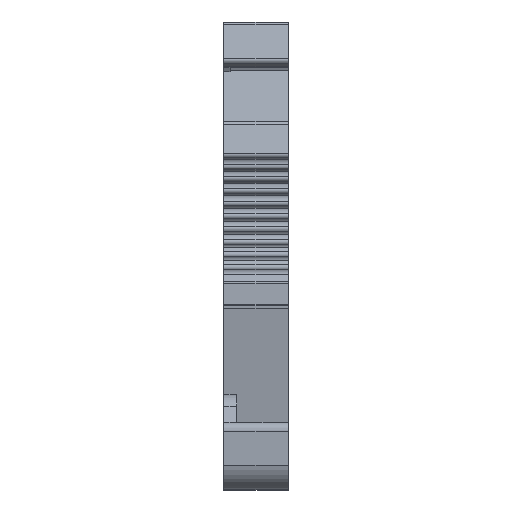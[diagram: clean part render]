
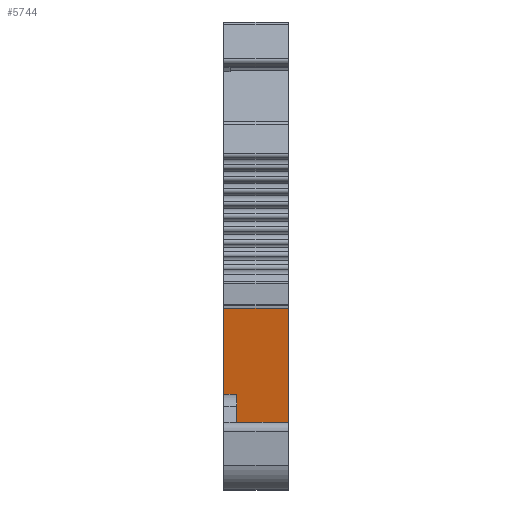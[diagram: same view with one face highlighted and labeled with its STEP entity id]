
A CAD part, left-side view. The second image highlights one B-rep face of the part: STEP entity #5744.
In plain terms, the highlighted planar face has unit normal (-0.986, 0, -0.168).
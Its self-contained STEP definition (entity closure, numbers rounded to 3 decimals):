
#537=LINE('',#8617,#1084);
#794=LINE('',#9692,#1341);
#837=LINE('',#10045,#1384);
#889=LINE('',#10197,#1436);
#890=LINE('',#10201,#1437);
#891=LINE('',#10203,#1438);
#1084=VECTOR('',#6621,1000.);
#1341=VECTOR('',#7236,1000.);
#1384=VECTOR('',#7595,1000.);
#1436=VECTOR('',#7771,1000.);
#1437=VECTOR('',#7776,1000.);
#1438=VECTOR('',#7777,1000.);
#1636=PLANE('',#6309);
#2968=ORIENTED_EDGE('',*,*,#3952,.F.);
#2969=ORIENTED_EDGE('',*,*,#4222,.F.);
#2970=ORIENTED_EDGE('',*,*,#4223,.T.);
#2971=ORIENTED_EDGE('',*,*,#4220,.T.);
#2972=ORIENTED_EDGE('',*,*,#4144,.T.);
#2973=ORIENTED_EDGE('',*,*,#3578,.T.);
#3578=EDGE_CURVE('',#4436,#4438,#537,.F.);
#3952=EDGE_CURVE('',#4705,#4438,#794,.T.);
#4144=EDGE_CURVE('',#4858,#4436,#837,.T.);
#4220=EDGE_CURVE('',#4896,#4858,#889,.T.);
#4222=EDGE_CURVE('',#4897,#4705,#890,.T.);
#4223=EDGE_CURVE('',#4897,#4896,#891,.T.);
#4436=VERTEX_POINT('',#8612);
#4438=VERTEX_POINT('',#8616);
#4705=VERTEX_POINT('',#9691);
#4858=VERTEX_POINT('',#10046);
#4896=VERTEX_POINT('',#10198);
#4897=VERTEX_POINT('',#10202);
#5152=EDGE_LOOP('',(#2968,#2969,#2970,#2971,#2972,#2973));
#5446=FACE_BOUND('',#5152,.T.);
#5744=ADVANCED_FACE('',(#5446),#1636,.F.);
#6309=AXIS2_PLACEMENT_3D('',#10200,#7774,#7775);
#6621=DIRECTION('',(0.,-1.,0.));
#7236=DIRECTION('',(-0.168,0.,0.986));
#7595=DIRECTION('',(-0.168,0.,0.986));
#7771=DIRECTION('',(0.,-1.,0.));
#7774=DIRECTION('',(0.986,0.,0.168));
#7775=DIRECTION('',(0.168,0.,-0.986));
#7776=DIRECTION('',(0.,1.,0.));
#7777=DIRECTION('',(0.168,0.,-0.986));
#8612=CARTESIAN_POINT('',(-24.222,-6.155,-3.73));
#8616=CARTESIAN_POINT('',(-24.222,-1.155,-3.73));
#8617=CARTESIAN_POINT('',(-24.222,-1.155,-3.73));
#9691=CARTESIAN_POINT('',(-23.099,-1.155,-10.318));
#9692=CARTESIAN_POINT('',(-24.25,-1.155,-3.563));
#10045=CARTESIAN_POINT('',(-24.25,-6.155,-3.563));
#10046=CARTESIAN_POINT('',(-22.294,-6.155,-15.045));
#10197=CARTESIAN_POINT('',(-22.294,-1.155,-15.045));
#10198=CARTESIAN_POINT('',(-22.294,-2.155,-15.045));
#10200=CARTESIAN_POINT('',(-24.25,-1.155,-3.563));
#10201=CARTESIAN_POINT('',(-23.099,-2.155,-10.318));
#10202=CARTESIAN_POINT('',(-23.099,-2.155,-10.318));
#10203=CARTESIAN_POINT('',(-23.099,-2.155,-10.318));
